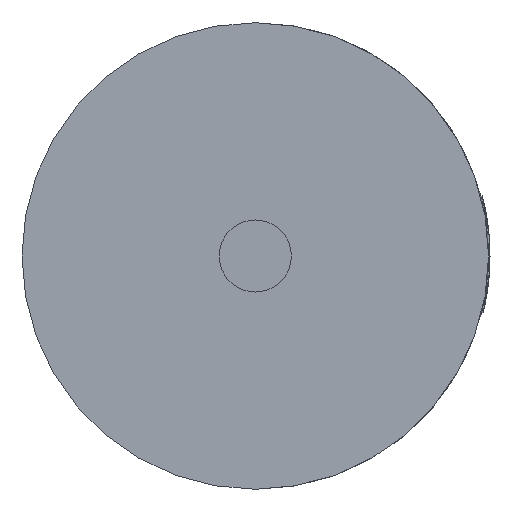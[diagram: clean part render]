
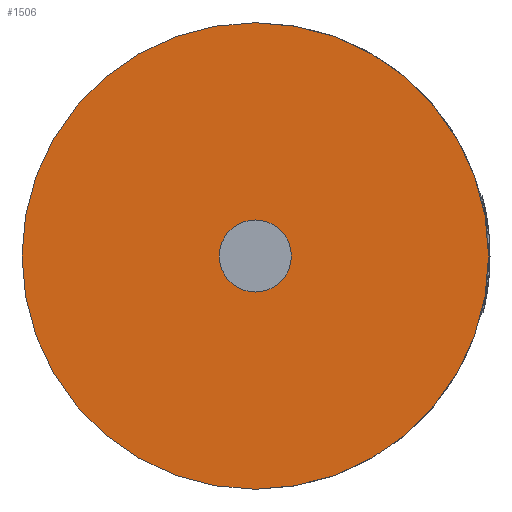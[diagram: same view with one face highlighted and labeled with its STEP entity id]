
A CAD part, front view. The second image highlights one B-rep face of the part: STEP entity #1506.
In plain terms, the highlighted planar face has unit normal (0, -1, 0).
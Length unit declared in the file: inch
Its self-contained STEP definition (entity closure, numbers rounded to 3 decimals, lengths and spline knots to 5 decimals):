
#592 = VERTEX_POINT ( 'NONE', #996 ) ;
#594 = CIRCLE ( 'NONE', #3528, 0.06496 ) ;
#873 = PLANE ( 'NONE',  #4428 ) ;
#918 = DIRECTION ( 'NONE',  ( 0., 0., 1. ) ) ;
#922 = CIRCLE ( 'NONE', #2945, 0.06496 ) ;
#936 = CARTESIAN_POINT ( 'NONE',  ( 0., -0.17992, 0.06496 ) ) ;
#996 = CARTESIAN_POINT ( 'NONE',  ( 0., -0.17992, -0.06496 ) ) ;
#1016 = EDGE_LOOP ( 'NONE', ( #2394, #3585 ) ) ;
#1214 = DIRECTION ( 'NONE',  ( 0., 1., 0. ) ) ;
#1506 = ADVANCED_FACE ( 'NONE', ( #1934 ), #873, .F. ) ;
#1711 = EDGE_CURVE ( 'NONE', #2317, #592, #594, .T. ) ;
#1922 = DIRECTION ( 'NONE',  ( 0., 1., 0. ) ) ;
#1934 = FACE_OUTER_BOUND ( 'NONE', #1016, .T. ) ;
#2311 = DIRECTION ( 'NONE',  ( 0., 1., 0. ) ) ;
#2317 = VERTEX_POINT ( 'NONE', #936 ) ;
#2394 = ORIENTED_EDGE ( 'NONE', *, *, #1711, .F. ) ;
#2659 = CARTESIAN_POINT ( 'NONE',  ( 0., -0.17992, 0. ) ) ;
#2693 = CARTESIAN_POINT ( 'NONE',  ( 0., -0.17992, 0. ) ) ;
#2931 = EDGE_CURVE ( 'NONE', #592, #2317, #922, .T. ) ;
#2945 = AXIS2_PLACEMENT_3D ( 'NONE', #4526, #2311, #918 ) ;
#2969 = DIRECTION ( 'NONE',  ( 0., 0., 1. ) ) ;
#3528 = AXIS2_PLACEMENT_3D ( 'NONE', #2659, #1922, #2969 ) ;
#3585 = ORIENTED_EDGE ( 'NONE', *, *, #2931, .F. ) ;
#4144 = DIRECTION ( 'NONE',  ( 1., 0., 0. ) ) ;
#4428 = AXIS2_PLACEMENT_3D ( 'NONE', #2693, #1214, #4144 ) ;
#4526 = CARTESIAN_POINT ( 'NONE',  ( 0., -0.17992, 0. ) ) ;
